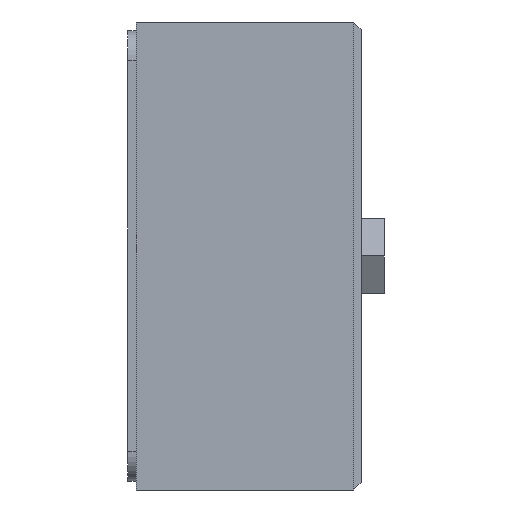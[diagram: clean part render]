
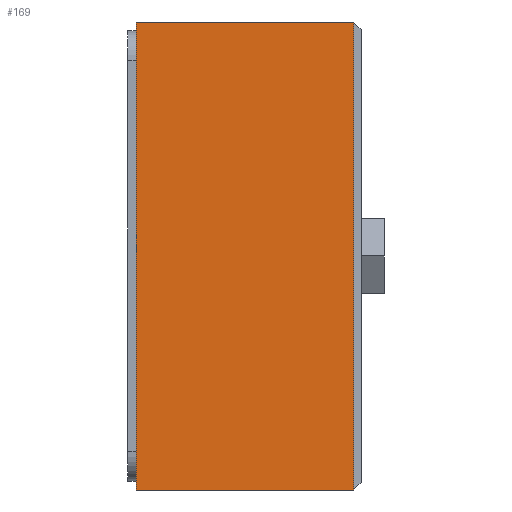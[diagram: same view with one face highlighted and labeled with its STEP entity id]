
A CAD part, left-side view. The second image highlights one B-rep face of the part: STEP entity #169.
In plain terms, the highlighted planar face has unit normal (-1, 0, 0).
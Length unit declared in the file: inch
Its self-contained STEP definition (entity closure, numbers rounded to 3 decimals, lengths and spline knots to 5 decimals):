
#10 = VERTEX_POINT ( 'NONE', #611 ) ;
#12 = VERTEX_POINT ( 'NONE', #610 ) ;
#95 = VECTOR ( 'NONE', #96, 39.37008 ) ;
#96 = DIRECTION ( 'NONE',  ( 0., -1., 0. ) ) ;
#97 = CARTESIAN_POINT ( 'NONE',  ( -1.9685, 0.945, -0.98425 ) ) ;
#98 = LINE ( 'NONE', #97, #95 ) ;
#169 = ADVANCED_FACE ( 'NONE', ( #818 ), #816, .F. ) ;
#176 = EDGE_CURVE ( 'NONE', #247, #12, #98, .T. ) ;
#204 = ORIENTED_EDGE ( 'NONE', *, *, #176, .T. ) ;
#207 = EDGE_LOOP ( 'NONE', ( #204, #213, #214, #208 ) ) ;
#208 = ORIENTED_EDGE ( 'NONE', *, *, #249, .F. ) ;
#211 = EDGE_CURVE ( 'NONE', #539, #10, #881, .T. ) ;
#213 = ORIENTED_EDGE ( 'NONE', *, *, #224, .T. ) ;
#214 = ORIENTED_EDGE ( 'NONE', *, *, #211, .F. ) ;
#224 = EDGE_CURVE ( 'NONE', #12, #10, #921, .T. ) ;
#247 = VERTEX_POINT ( 'NONE', #946 ) ;
#249 = EDGE_CURVE ( 'NONE', #247, #539, #945, .T. ) ;
#539 = VERTEX_POINT ( 'NONE', #1463 ) ;
#610 = CARTESIAN_POINT ( 'NONE',  ( -1.9685, 0.03, -0.98425 ) ) ;
#611 = CARTESIAN_POINT ( 'NONE',  ( -1.9685, 0.03, 0.98425 ) ) ;
#812 = DIRECTION ( 'NONE',  ( 0., 0., -1. ) ) ;
#813 = DIRECTION ( 'NONE',  ( 1., 0., 0. ) ) ;
#814 = CARTESIAN_POINT ( 'NONE',  ( -1.9685, 0.945, 0.98425 ) ) ;
#815 = AXIS2_PLACEMENT_3D ( 'NONE', #814, #813, #812 ) ;
#816 = PLANE ( 'NONE',  #815 ) ;
#818 = FACE_OUTER_BOUND ( 'NONE', #207, .T. ) ;
#873 = DIRECTION ( 'NONE',  ( 0., -1., 0. ) ) ;
#874 = VECTOR ( 'NONE', #873, 39.37008 ) ;
#875 = CARTESIAN_POINT ( 'NONE',  ( -1.9685, 0.945, 0.98425 ) ) ;
#881 = LINE ( 'NONE', #875, #874 ) ;
#918 = DIRECTION ( 'NONE',  ( 0., 0., 1. ) ) ;
#919 = VECTOR ( 'NONE', #918, 39.37008 ) ;
#920 = CARTESIAN_POINT ( 'NONE',  ( -1.9685, 0.03, 0.98425 ) ) ;
#921 = LINE ( 'NONE', #920, #919 ) ;
#942 = DIRECTION ( 'NONE',  ( 0., 0., 1. ) ) ;
#943 = VECTOR ( 'NONE', #942, 39.37008 ) ;
#944 = CARTESIAN_POINT ( 'NONE',  ( -1.9685, 0.945, 0.98425 ) ) ;
#945 = LINE ( 'NONE', #944, #943 ) ;
#946 = CARTESIAN_POINT ( 'NONE',  ( -1.9685, 0.945, -0.98425 ) ) ;
#1463 = CARTESIAN_POINT ( 'NONE',  ( -1.9685, 0.945, 0.98425 ) ) ;
